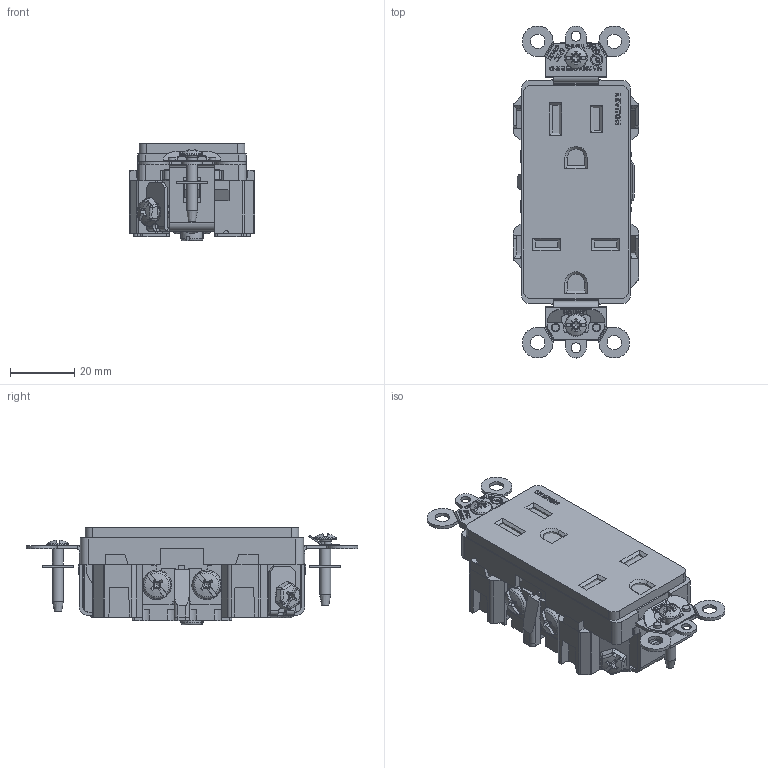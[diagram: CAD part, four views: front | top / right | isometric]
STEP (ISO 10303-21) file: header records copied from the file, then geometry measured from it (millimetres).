
FILE_DESCRIPTION (( 'STEP AP214' ), '1' );
FILE_NAME ('CATSTD-16292-00X-M01.STEP', '2020-09-30T15:50:03', ( '' ), ( '' ), 'SwSTEP 2.0', 'SolidWorks 2020', '' );
FILE_SCHEMA (( 'AUTOMOTIVE_DESIGN' ));
Length unit declared in the file: inch
Products named in the file (1): CATSTD-16292-00X-M01
Bounding box: 38.89 x 103.17 x 30.43 mm (x, y, z)
Volume: 59232.4 mm3; surface area: 37863.1 mm2
Topology: 9 solids, 14 shells, 2822 faces, 7992 edges, 5179 vertices
Faces by surface type: plane 2070, cylinder 374, bspline 173, cone 131, torus 44, sphere 30
Full cylindrical faces by diameter (mm): 1.321 x2, 2.184 x4, 2.362 x2, 2.438 x2, 2.858 x2, 3.099 x2, 3.104 x1, 3.251 x1, 3.404 x2, 3.556 x2, 3.81 x1, 4.521 x4, 4.699 x1, 4.803 x4, 5.385 x1, 6.858 x2
Entity records: 138714 total; most frequent: CARTESIAN_POINT 30946, ORIENTED_EDGE 15704, DIRECTION 13388, EDGE_CURVE 7852, LINE 5816, VECTOR 5816, VERTEX_POINT 5135, AXIS2_PLACEMENT_3D 3786
